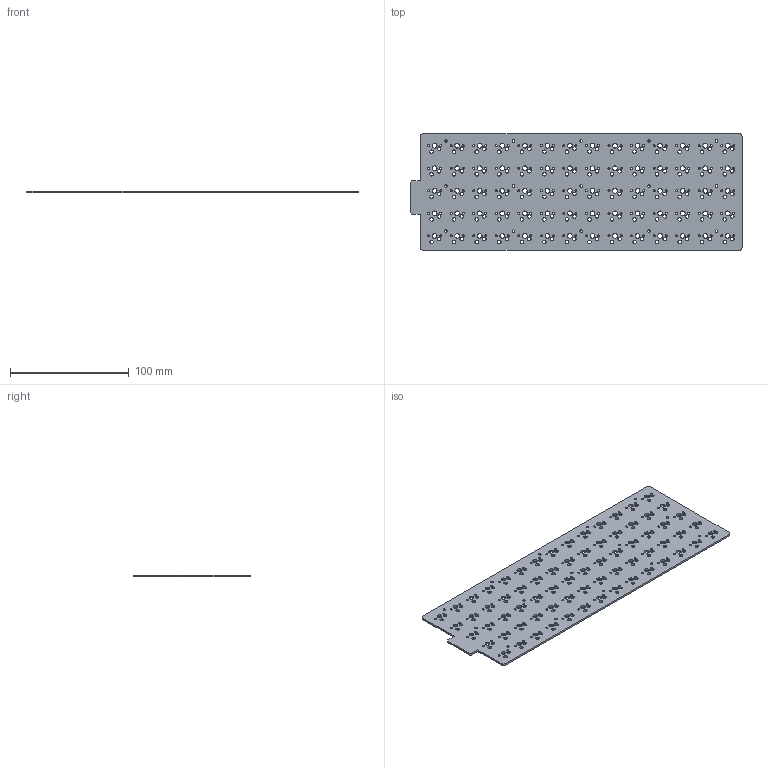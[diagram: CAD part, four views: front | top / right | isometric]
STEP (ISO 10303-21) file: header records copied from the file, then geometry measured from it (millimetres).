
FILE_DESCRIPTION (( 'STEP AP214' ), '1' );
FILE_NAME ('SwitchPCB.STEP', '2025-01-20T18:22:32', ( '' ), ( '' ), 'SwSTEP 2.0', 'SolidWorks 2025', '' );
FILE_SCHEMA (( 'AUTOMOTIVE_DESIGN' ));
Length unit declared in the file: millimetre
Products named in the file (1): SwitchPCB
Bounding box: 279.75 x 97.97 x 1.6 mm (x, y, z)
Volume: 39290 mm3; surface area: 55183.8 mm2
Topology: 1 solids, 1 shells, 748 faces, 2238 edges, 1492 vertices
Faces by surface type: cylinder 736, plane 12
Entity records: 27597 total; most frequent: DIRECTION 5208, CARTESIAN_POINT 4479, ORIENTED_EDGE 4476, EDGE_CURVE 2238, AXIS2_PLACEMENT_3D 2221, VERTEX_POINT 1492, EDGE_LOOP 1478, CIRCLE 1472
